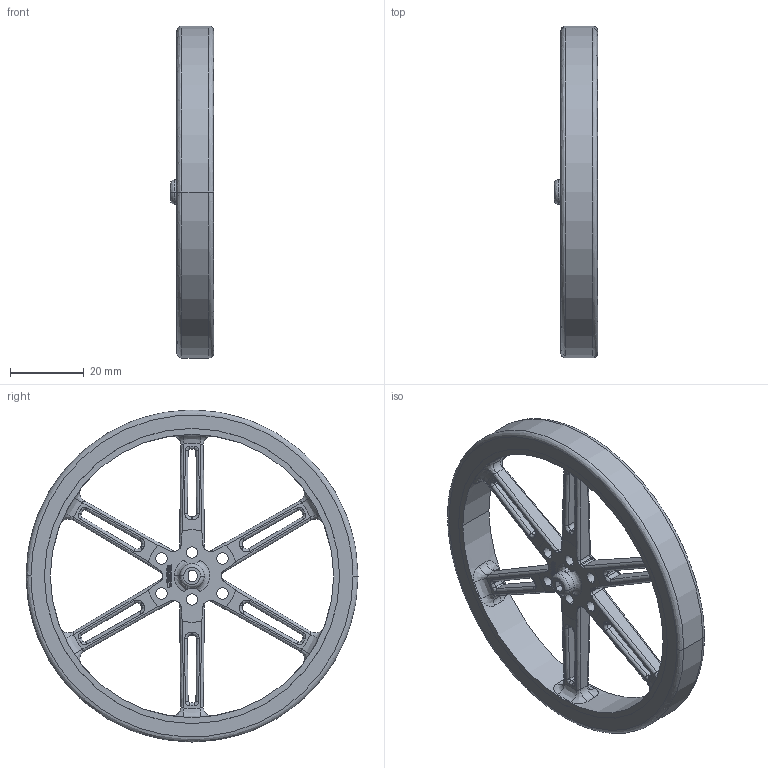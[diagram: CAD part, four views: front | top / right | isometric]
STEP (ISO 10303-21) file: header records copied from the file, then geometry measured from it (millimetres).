
FILE_DESCRIPTION (( 'STEP AP203' ), '1' );
FILE_NAME ('pololu-wheel-90x10mm-blue_Default_sldprt.STEP', '2017-11-16T18:06:49', ( '' ), ( '' ), 'SwSTEP 2.0', 'SolidWorks 2013', '' );
FILE_SCHEMA (( 'CONFIG_CONTROL_DESIGN' ));
Length unit declared in the file: millimetre
Products named in the file (1): pololu-wheel-90x10mm-blue_Default_sldprt
Bounding box: 11.75 x 90 x 90 mm (x, y, z)
Volume: 22252.5 mm3; surface area: 13149.5 mm2
Topology: 1 solids, 1 shells, 587 faces, 1515 edges, 951 vertices
Faces by surface type: bspline 245, cone 123, plane 110, cylinder 109
Entity records: 29757 total; most frequent: CARTESIAN_POINT 16960, ORIENTED_EDGE 3030, DIRECTION 2171, EDGE_CURVE 1515, VERTEX_POINT 951, AXIS2_PLACEMENT_3D 910, EDGE_LOOP 646, B_SPLINE_CURVE_WITH_KNOTS 593
